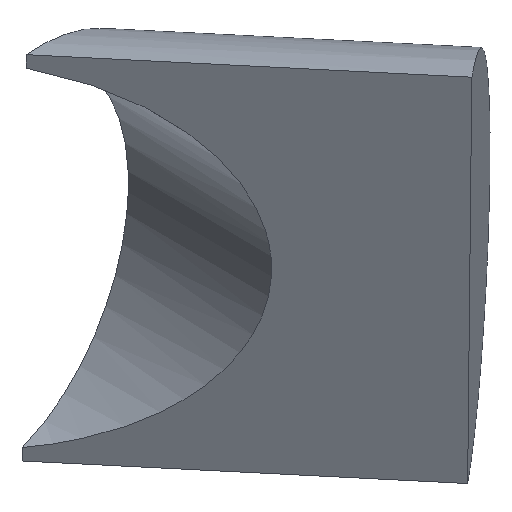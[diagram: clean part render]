
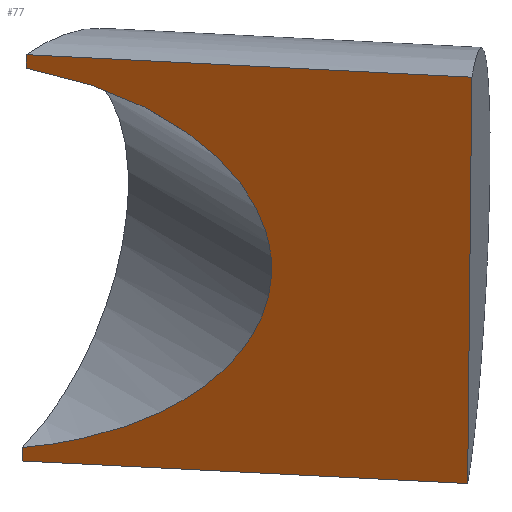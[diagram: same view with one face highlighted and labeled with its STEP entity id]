
A CAD part, isometric view. The second image highlights one B-rep face of the part: STEP entity #77.
In plain terms, the highlighted planar face has unit normal (-0.762, -0.639, 0.102).
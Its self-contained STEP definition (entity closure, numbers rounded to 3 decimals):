
#21 = EDGE_CURVE('',#22,#24,#26,.T.);
#22 = VERTEX_POINT('',#23);
#23 = CARTESIAN_POINT('',(6363.095,-8164.699,
    818.677));
#24 = VERTEX_POINT('',#25);
#25 = CARTESIAN_POINT('',(6362.863,-8164.894,
    815.734));
#26 = LINE('',#27,#28);
#27 = CARTESIAN_POINT('',(6364.687,-8163.363,
    838.862));
#28 = VECTOR('',#29,1.);
#29 = DIRECTION('',(-0.078,-0.066,
    -0.995));
#41 = VERTEX_POINT('',#42);
#42 = CARTESIAN_POINT('',(6369.612,-8159.23,
    901.323));
#49 = EDGE_CURVE('',#50,#41,#52,.T.);
#50 = VERTEX_POINT('',#51);
#51 = CARTESIAN_POINT('',(6369.844,-8159.036,
    904.266));
#52 = LINE('',#53,#54);
#53 = CARTESIAN_POINT('',(6364.687,-8163.363,
    838.862));
#54 = VECTOR('',#55,1.);
#55 = DIRECTION('',(-0.078,-0.066,
    -0.995));
#77 = ADVANCED_FACE('',(#78),#120,.F.);
#78 = FACE_BOUND('',#79,.T.);
#79 = EDGE_LOOP('',(#80,#81,#90,#97,#98,#106,#114));
#80 = ORIENTED_EDGE('',*,*,#49,.T.);
#81 = ORIENTED_EDGE('',*,*,#82,.T.);
#82 = EDGE_CURVE('',#41,#83,#85,.T.);
#83 = VERTEX_POINT('',#84);
#84 = CARTESIAN_POINT('',(6396.978,-8197.97,
    863.069));
#85 = ELLIPSE('',#86,60.104,42.5);
#86 = AXIS2_PLACEMENT_3D('',#87,#88,#89);
#87 = CARTESIAN_POINT('',(6358.203,-8152.252,
    860.));
#88 = DIRECTION('',(0.762,0.639,-0.102));
#89 = DIRECTION('',(0.643,-0.766,0.));
#90 = ORIENTED_EDGE('',*,*,#91,.T.);
#91 = EDGE_CURVE('',#83,#22,#92,.T.);
#92 = ELLIPSE('',#93,60.104,42.5);
#93 = AXIS2_PLACEMENT_3D('',#94,#95,#96);
#94 = CARTESIAN_POINT('',(6358.203,-8152.252,
    860.));
#95 = DIRECTION('',(0.762,0.639,-0.102));
#96 = DIRECTION('',(0.643,-0.766,0.));
#97 = ORIENTED_EDGE('',*,*,#21,.T.);
#98 = ORIENTED_EDGE('',*,*,#99,.T.);
#99 = EDGE_CURVE('',#24,#100,#102,.T.);
#100 = VERTEX_POINT('',#101);
#101 = CARTESIAN_POINT('',(6417.731,-8230.283,
    815.734));
#102 = LINE('',#103,#104);
#103 = CARTESIAN_POINT('',(6353.911,-8154.225,
    815.734));
#104 = VECTOR('',#105,1.);
#105 = DIRECTION('',(0.643,-0.766,0.));
#106 = ORIENTED_EDGE('',*,*,#107,.T.);
#107 = EDGE_CURVE('',#100,#108,#110,.T.);
#108 = VERTEX_POINT('',#109);
#109 = CARTESIAN_POINT('',(6424.712,-8224.425,
    904.266));
#110 = LINE('',#111,#112);
#111 = CARTESIAN_POINT('',(6421.221,-8227.354,
    860.));
#112 = VECTOR('',#113,1.);
#113 = DIRECTION('',(0.078,0.066,
    0.995));
#114 = ORIENTED_EDGE('',*,*,#115,.F.);
#115 = EDGE_CURVE('',#50,#108,#116,.T.);
#116 = LINE('',#117,#118);
#117 = CARTESIAN_POINT('',(6360.892,-8148.367,
    904.266));
#118 = VECTOR('',#119,1.);
#119 = DIRECTION('',(0.643,-0.766,0.));
#120 = PLANE('',#121);
#121 = AXIS2_PLACEMENT_3D('',#122,#123,#124);
#122 = CARTESIAN_POINT('',(6357.402,-8151.296,
    860.));
#123 = DIRECTION('',(0.762,0.639,-0.102));
#124 = DIRECTION('',(-0.643,0.766,0.)
  );
